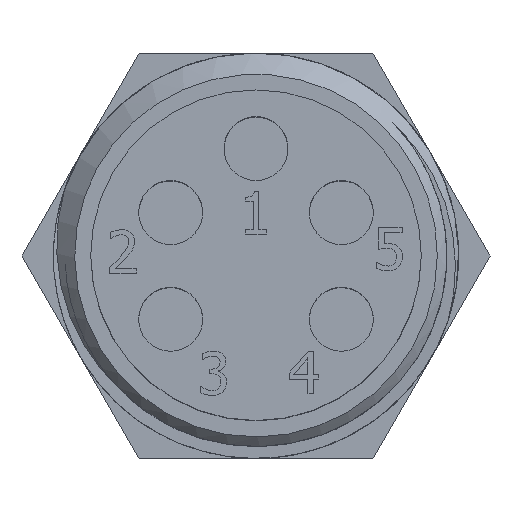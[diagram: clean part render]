
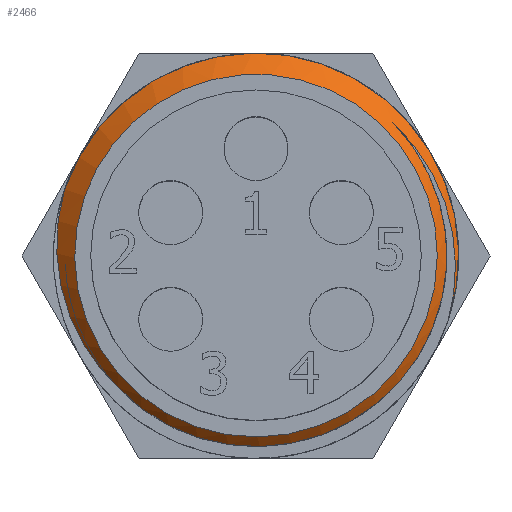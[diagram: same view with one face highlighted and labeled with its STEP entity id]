
A CAD part, top view. The second image highlights one B-rep face of the part: STEP entity #2466.
In plain terms, the highlighted conical face has half-angle 45 degrees and reference radius 9 mm.
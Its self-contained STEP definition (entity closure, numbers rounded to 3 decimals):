
#516=FACE_BOUND($,#846,.T.);
#557=CIRCLE($,#2575,8.95);
#559=CIRCLE($,#2579,9.5);
#560=CIRCLE($,#2580,8.5);
#587=CONICAL_SURFACE($,#2578,9.,45.);
#690=FACE_OUTER_BOUND($,#845,.T.);
#845=EDGE_LOOP($,(#2160,#2161,#2162,#2163));
#846=EDGE_LOOP($,(#2164));
#1013=B_SPLINE_CURVE_WITH_KNOTS($,3,(#6775,#6776,#6777,#6778,#6779,#6780,
#6781,#6782,#6783,#6784),.UNSPECIFIED.,.F.,.F.,(4,3,3,4),(0.878,
0.977,1.444,1.897),.UNSPECIFIED.);
#1016=B_SPLINE_CURVE_WITH_KNOTS($,3,(#7012,#7013,#7014,#7015,#7016,#7017,
#7018,#7019,#7020,#7021),.UNSPECIFIED.,.F.,.F.,(4,3,3,4),(0.,0.453,
0.919,1.018),.UNSPECIFIED.);
#1210=VERTEX_POINT($,#6707);
#1212=VERTEX_POINT($,#6741);
#1215=VERTEX_POINT($,#6925);
#1216=VERTEX_POINT($,#7011);
#1218=VERTEX_POINT($,#7064);
#1540=EDGE_CURVE($,#1210,#1212,#1013,.T.);
#1543=EDGE_CURVE($,#1216,#1215,#1016,.T.);
#1547=EDGE_CURVE($,#1212,#1216,#557,.T.);
#1549=EDGE_CURVE($,#1215,#1210,#559,.T.);
#1550=EDGE_CURVE($,#1218,#1218,#560,.T.);
#2160=ORIENTED_EDGE($,*,*,#1543,.T.);
#2161=ORIENTED_EDGE($,*,*,#1549,.T.);
#2162=ORIENTED_EDGE($,*,*,#1540,.T.);
#2163=ORIENTED_EDGE($,*,*,#1547,.T.);
#2164=ORIENTED_EDGE($,*,*,#1550,.T.);
#2466=ADVANCED_FACE($,(#690,#516),#587,.T.);
#2575=AXIS2_PLACEMENT_3D($,#7059,#2956,#2957);
#2578=AXIS2_PLACEMENT_3D($,#7062,#2962,#2963);
#2579=AXIS2_PLACEMENT_3D($,#7063,#2964,#2965);
#2580=AXIS2_PLACEMENT_3D($,#7065,#2966,#2967);
#2956=DIRECTION('center_axis',(0.,0.,1.));
#2957=DIRECTION('ref_axis',(0.,1.,0.));
#2962=DIRECTION('center_axis',(0.,0.,-1.));
#2963=DIRECTION('ref_axis',(-1.,0.,0.));
#2964=DIRECTION('center_axis',(0.,0.,1.));
#2965=DIRECTION('ref_axis',(-1.,0.,0.));
#2966=DIRECTION('center_axis',(0.,0.,-1.));
#2967=DIRECTION('ref_axis',(-1.,0.,0.));
#6707=CARTESIAN_POINT('',(-8.975,3.115,8.5));
#6741=CARTESIAN_POINT('',(-6.469,-6.185,9.05));
#6775=CARTESIAN_POINT('Ctrl Pts',(-8.975,3.115,8.5));
#6776=CARTESIAN_POINT('Ctrl Pts',(-9.066,2.8,8.517));
#6777=CARTESIAN_POINT('Ctrl Pts',(-9.141,2.48,8.535));
#6778=CARTESIAN_POINT('Ctrl Pts',(-9.199,2.158,8.552));
#6779=CARTESIAN_POINT('Ctrl Pts',(-9.472,0.638,8.634));
#6780=CARTESIAN_POINT('Ctrl Pts',(-9.363,-0.954,
8.717));
#6781=CARTESIAN_POINT('Ctrl Pts',(-8.875,-2.421,8.801));
#6782=CARTESIAN_POINT('Ctrl Pts',(-8.402,-3.847,8.883));
#6783=CARTESIAN_POINT('Ctrl Pts',(-7.569,-5.156,8.966));
#6784=CARTESIAN_POINT('Ctrl Pts',(-6.469,-6.185,9.05));
#6925=CARTESIAN_POINT('',(9.005,-3.026,8.5));
#7011=CARTESIAN_POINT('',(6.407,6.249,9.05));
#7012=CARTESIAN_POINT('Ctrl Pts',(6.407,6.249,9.05));
#7013=CARTESIAN_POINT('Ctrl Pts',(7.519,5.23,8.966));
#7014=CARTESIAN_POINT('Ctrl Pts',(8.363,3.931,8.883));
#7015=CARTESIAN_POINT('Ctrl Pts',(8.851,2.509,8.801));
#7016=CARTESIAN_POINT('Ctrl Pts',(9.352,1.049,8.717));
#7017=CARTESIAN_POINT('Ctrl Pts',(9.477,-0.543,8.634));
#7018=CARTESIAN_POINT('Ctrl Pts',(9.22,-2.066,8.552));
#7019=CARTESIAN_POINT('Ctrl Pts',(9.166,-2.389,8.535));
#7020=CARTESIAN_POINT('Ctrl Pts',(9.094,-2.709,8.517));
#7021=CARTESIAN_POINT('Ctrl Pts',(9.005,-3.026,8.5));
#7059=CARTESIAN_POINT('Origin',(0.,0.,9.05));
#7062=CARTESIAN_POINT('Origin',(0.,0.,9.));
#7063=CARTESIAN_POINT('Origin',(0.,0.,8.5));
#7064=CARTESIAN_POINT('',(8.5,0.,9.5));
#7065=CARTESIAN_POINT('Origin',(0.,0.,9.5));
